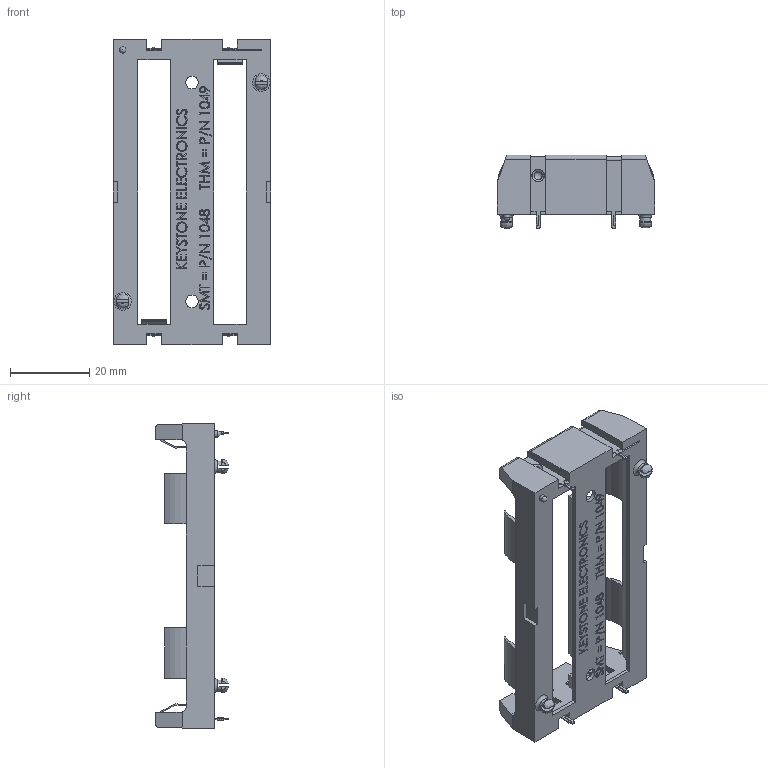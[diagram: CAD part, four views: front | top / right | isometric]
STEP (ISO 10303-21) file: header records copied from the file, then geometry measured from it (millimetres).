
FILE_DESCRIPTION(/* description */ (''),/* implementation_level */ '2;1');
FILE_NAME(/* name */ 'keystone_PN1049PAG.step',/* time_stamp */ '2023-02-07T14:30:41-05:00',/* author */ (''),/* organization */ (''),/* preprocessor_version */ 'ST-DEVELOPER v19.2',/* originating_system */ 'Autodesk Translation Framework v11.17.0.187',/* authorisation */ '');
FILE_SCHEMA (('AUTOMOTIVE_DESIGN { 1 0 10303 214 3 1 1 }'));
Length unit declared in the file: millimetre
Products named in the file (1): keystone-PN1049P
Bounding box: 39.78 x 18.47 x 77.06 mm (x, y, z)
Volume: 9701.7 mm3; surface area: 10278.8 mm2
Topology: 3 solids, 3 shells, 888 faces, 2473 edges, 1632 vertices
Faces by surface type: plane 654, bspline 145, cylinder 77, torus 7, sphere 5
Full cylindrical faces by diameter (mm): 1.575 x1, 2.921 x2, 3.175 x2
Entity records: 36688 total; most frequent: CARTESIAN_POINT 14471, ORIENTED_EDGE 4944, DIRECTION 3904, EDGE_CURVE 2472, LINE 1920, VECTOR 1920, VERTEX_POINT 1632, AXIS2_PLACEMENT_3D 992
